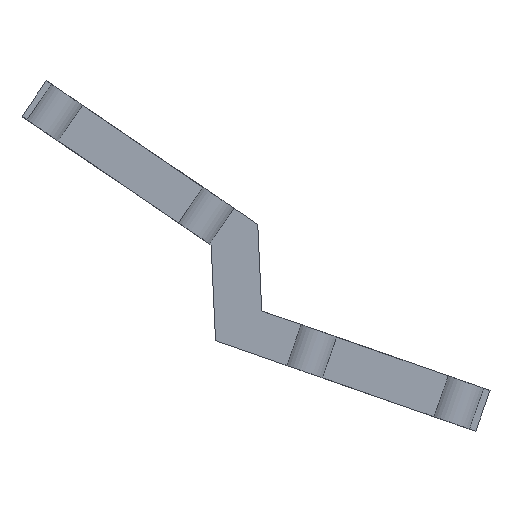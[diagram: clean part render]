
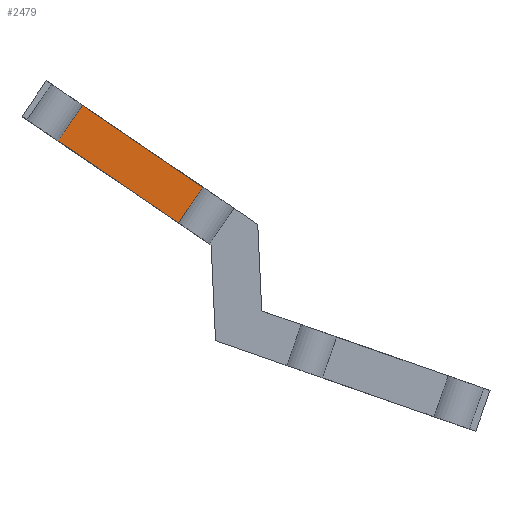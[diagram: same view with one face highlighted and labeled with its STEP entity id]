
A CAD part, left-side view. The second image highlights one B-rep face of the part: STEP entity #2479.
In plain terms, the highlighted planar face has unit normal (-1, 0, 0).
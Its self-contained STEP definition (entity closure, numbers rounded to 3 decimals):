
#1644 = CYLINDRICAL_SURFACE('',#1645,8.5);
#1645 = AXIS2_PLACEMENT_3D('',#1646,#1647,#1648);
#1646 = CARTESIAN_POINT('',(5.5,27.64,40.659));
#1647 = DIRECTION('',(0.,-0.562,0.827
    ));
#1648 = DIRECTION('',(0.,-0.827,-0.562
    ));
#2052 = VERTEX_POINT('',#2053);
#2053 = CARTESIAN_POINT('',(0.,32.999,
    44.303));
#2080 = EDGE_CURVE('',#2081,#2052,#2083,.T.);
#2081 = VERTEX_POINT('',#2082);
#2082 = CARTESIAN_POINT('',(0.,41.433,
    31.898));
#2083 = SURFACE_CURVE('',#2084,(#2088,#2095),.PCURVE_S1.);
#2084 = LINE('',#2085,#2086);
#2085 = CARTESIAN_POINT('',(0.,32.999,
    44.303));
#2086 = VECTOR('',#2087,1.);
#2087 = DIRECTION('',(0.,-0.562,0.827
    ));
#2088 = PCURVE('',#1644,#2089);
#2089 = DEFINITIONAL_REPRESENTATION('',(#2090),#2094);
#2090 = LINE('',#2091,#2092);
#2091 = CARTESIAN_POINT('',(3.845,0.));
#2092 = VECTOR('',#2093,1.);
#2093 = DIRECTION('',(0.,1.));
#2094 = ( GEOMETRIC_REPRESENTATION_CONTEXT(2) 
PARAMETRIC_REPRESENTATION_CONTEXT() REPRESENTATION_CONTEXT('2D SPACE',''
  ) );
#2095 = PCURVE('',#2096,#2101);
#2096 = PLANE('',#2097);
#2097 = AXIS2_PLACEMENT_3D('',#2098,#2099,#2100);
#2098 = CARTESIAN_POINT('',(0.,14.891,
    14.105));
#2099 = DIRECTION('',(-1.,0.,0.));
#2100 = DIRECTION('',(0.,0.,-1.));
#2101 = DEFINITIONAL_REPRESENTATION('',(#2102),#2106);
#2102 = LINE('',#2103,#2104);
#2103 = CARTESIAN_POINT('',(-30.198,-18.109));
#2104 = VECTOR('',#2105,1.);
#2105 = DIRECTION('',(-0.827,0.562));
#2106 = ( GEOMETRIC_REPRESENTATION_CONTEXT(2) 
PARAMETRIC_REPRESENTATION_CONTEXT() REPRESENTATION_CONTEXT('2D SPACE',''
  ) );
#2406 = PLANE('',#2407);
#2407 = AXIS2_PLACEMENT_3D('',#2408,#2409,#2410);
#2408 = CARTESIAN_POINT('',(0.,96.855,
    69.581));
#2409 = DIRECTION('',(0.,0.562,-0.827)
  );
#2410 = DIRECTION('',(0.,-0.827,
    -0.562));
#2479 = ADVANCED_FACE('',(#2480),#2096,.T.);
#2480 = FACE_BOUND('',#2481,.T.);
#2481 = EDGE_LOOP('',(#2482,#2505,#2506,#2534));
#2482 = ORIENTED_EDGE('',*,*,#2483,.T.);
#2483 = EDGE_CURVE('',#2484,#2081,#2486,.T.);
#2484 = VERTEX_POINT('',#2485);
#2485 = CARTESIAN_POINT('',(0.,83.227,
    60.315));
#2486 = SURFACE_CURVE('',#2487,(#2491,#2498),.PCURVE_S1.);
#2487 = LINE('',#2488,#2489);
#2488 = CARTESIAN_POINT('',(0.,96.855,
    69.581));
#2489 = VECTOR('',#2490,1.);
#2490 = DIRECTION('',(0.,-0.827,
    -0.562));
#2491 = PCURVE('',#2096,#2492);
#2492 = DEFINITIONAL_REPRESENTATION('',(#2493),#2497);
#2493 = LINE('',#2494,#2495);
#2494 = CARTESIAN_POINT('',(-55.476,-81.965));
#2495 = VECTOR('',#2496,1.);
#2496 = DIRECTION('',(0.562,0.827));
#2497 = ( GEOMETRIC_REPRESENTATION_CONTEXT(2) 
PARAMETRIC_REPRESENTATION_CONTEXT() REPRESENTATION_CONTEXT('2D SPACE',''
  ) );
#2498 = PCURVE('',#2406,#2499);
#2499 = DEFINITIONAL_REPRESENTATION('',(#2500),#2504);
#2500 = LINE('',#2501,#2502);
#2501 = CARTESIAN_POINT('',(0.,0.));
#2502 = VECTOR('',#2503,1.);
#2503 = DIRECTION('',(1.,0.));
#2504 = ( GEOMETRIC_REPRESENTATION_CONTEXT(2) 
PARAMETRIC_REPRESENTATION_CONTEXT() REPRESENTATION_CONTEXT('2D SPACE',''
  ) );
#2505 = ORIENTED_EDGE('',*,*,#2080,.T.);
#2506 = ORIENTED_EDGE('',*,*,#2507,.T.);
#2507 = EDGE_CURVE('',#2052,#2508,#2510,.T.);
#2508 = VERTEX_POINT('',#2509);
#2509 = CARTESIAN_POINT('',(0.,74.792,
    72.719));
#2510 = SURFACE_CURVE('',#2511,(#2515,#2522),.PCURVE_S1.);
#2511 = LINE('',#2512,#2513);
#2512 = CARTESIAN_POINT('',(0.,13.995,
    31.381));
#2513 = VECTOR('',#2514,1.);
#2514 = DIRECTION('',(0.,0.827,0.562)
  );
#2515 = PCURVE('',#2096,#2516);
#2516 = DEFINITIONAL_REPRESENTATION('',(#2517),#2521);
#2517 = LINE('',#2518,#2519);
#2518 = CARTESIAN_POINT('',(-17.276,0.895));
#2519 = VECTOR('',#2520,1.);
#2520 = DIRECTION('',(-0.562,-0.827));
#2521 = ( GEOMETRIC_REPRESENTATION_CONTEXT(2) 
PARAMETRIC_REPRESENTATION_CONTEXT() REPRESENTATION_CONTEXT('2D SPACE',''
  ) );
#2522 = PCURVE('',#2523,#2528);
#2523 = PLANE('',#2524);
#2524 = AXIS2_PLACEMENT_3D('',#2525,#2526,#2527);
#2525 = CARTESIAN_POINT('',(0.,13.995,
    31.381));
#2526 = DIRECTION('',(0.,-0.562,0.827
    ));
#2527 = DIRECTION('',(0.,0.827,0.562)
  );
#2528 = DEFINITIONAL_REPRESENTATION('',(#2529),#2533);
#2529 = LINE('',#2530,#2531);
#2530 = CARTESIAN_POINT('',(0.,0.));
#2531 = VECTOR('',#2532,1.);
#2532 = DIRECTION('',(1.,0.));
#2533 = ( GEOMETRIC_REPRESENTATION_CONTEXT(2) 
PARAMETRIC_REPRESENTATION_CONTEXT() REPRESENTATION_CONTEXT('2D SPACE',''
  ) );
#2534 = ORIENTED_EDGE('',*,*,#2535,.F.);
#2535 = EDGE_CURVE('',#2484,#2508,#2536,.T.);
#2536 = SURFACE_CURVE('',#2537,(#2541,#2548),.PCURVE_S1.);
#2537 = LINE('',#2538,#2539);
#2538 = CARTESIAN_POINT('',(0.,74.792,
    72.719));
#2539 = VECTOR('',#2540,1.);
#2540 = DIRECTION('',(0.,-0.562,0.827
    ));
#2541 = PCURVE('',#2096,#2542);
#2542 = DEFINITIONAL_REPRESENTATION('',(#2543),#2547);
#2543 = LINE('',#2544,#2545);
#2544 = CARTESIAN_POINT('',(-58.614,-59.902));
#2545 = VECTOR('',#2546,1.);
#2546 = DIRECTION('',(-0.827,0.562));
#2547 = ( GEOMETRIC_REPRESENTATION_CONTEXT(2) 
PARAMETRIC_REPRESENTATION_CONTEXT() REPRESENTATION_CONTEXT('2D SPACE',''
  ) );
#2548 = PCURVE('',#2549,#2554);
#2549 = CYLINDRICAL_SURFACE('',#2550,8.5);
#2550 = AXIS2_PLACEMENT_3D('',#2551,#2552,#2553);
#2551 = CARTESIAN_POINT('',(5.5,80.152,76.363));
#2552 = DIRECTION('',(0.,-0.562,0.827
    ));
#2553 = DIRECTION('',(0.,-0.827,-0.562
    ));
#2554 = DEFINITIONAL_REPRESENTATION('',(#2555),#2559);
#2555 = LINE('',#2556,#2557);
#2556 = CARTESIAN_POINT('',(5.579,0.));
#2557 = VECTOR('',#2558,1.);
#2558 = DIRECTION('',(0.,1.));
#2559 = ( GEOMETRIC_REPRESENTATION_CONTEXT(2) 
PARAMETRIC_REPRESENTATION_CONTEXT() REPRESENTATION_CONTEXT('2D SPACE',''
  ) );
